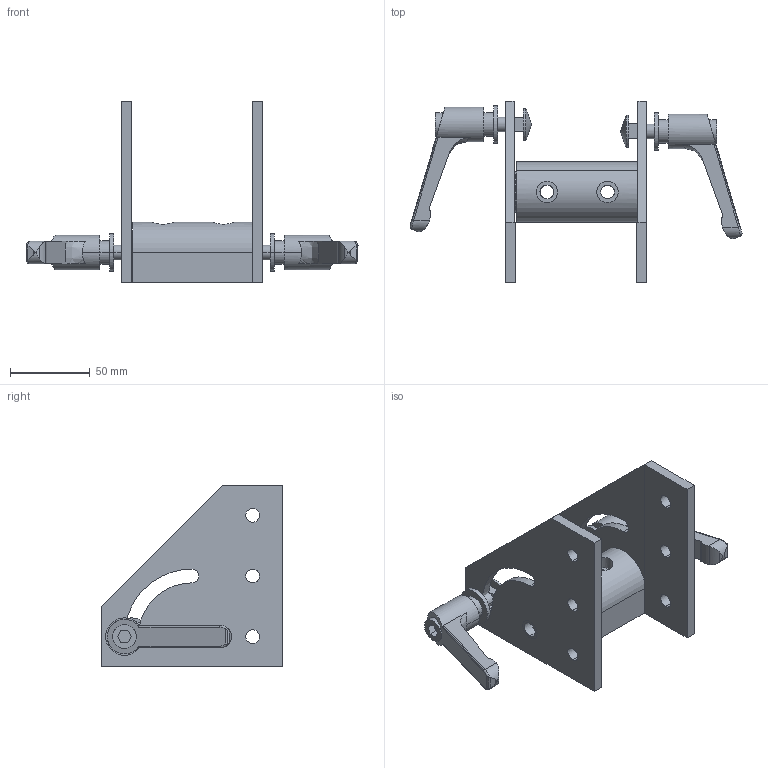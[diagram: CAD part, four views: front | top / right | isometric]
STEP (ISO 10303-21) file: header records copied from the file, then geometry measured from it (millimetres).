
FILE_DESCRIPTION((''),'2;1');
FILE_NAME('15HI8873.stp','2006-03-13T15:33:09',('Shawn Mantel'),('Faztek, LLC'),'Mechanical Desktop 2005','Mechanical Desktop 2005',', , ');
FILE_SCHEMA(('CONFIG_CONTROL_DESIGN'));
Length unit declared in the file: inch
Products named in the file (1): Product
Bounding box: 208.71 x 114.3 x 114.3 mm (x, y, z)
Volume: 246695 mm3; surface area: 83059 mm2
Topology: 13 solids, 13 shells, 237 faces, 585 edges, 384 vertices
Faces by surface type: cylinder 102, bspline 73, plane 58, cone 4
Entity records: 8764 total; most frequent: CARTESIAN_POINT 3184, ORIENTED_EDGE 1162, DIRECTION 1075, EDGE_CURVE 581, AXIS2_PLACEMENT_3D 405, VERTEX_POINT 384, EDGE_LOOP 293, VECTOR 265
